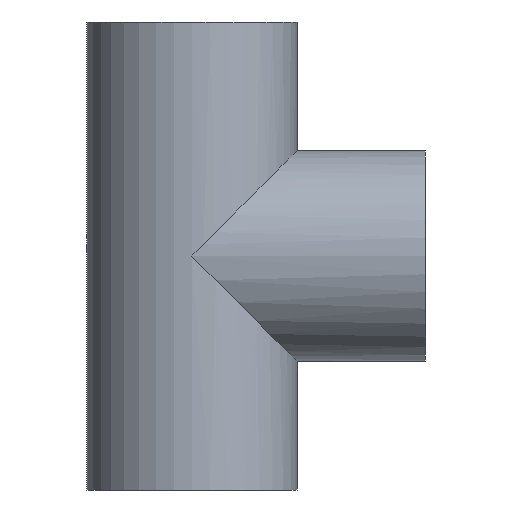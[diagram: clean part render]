
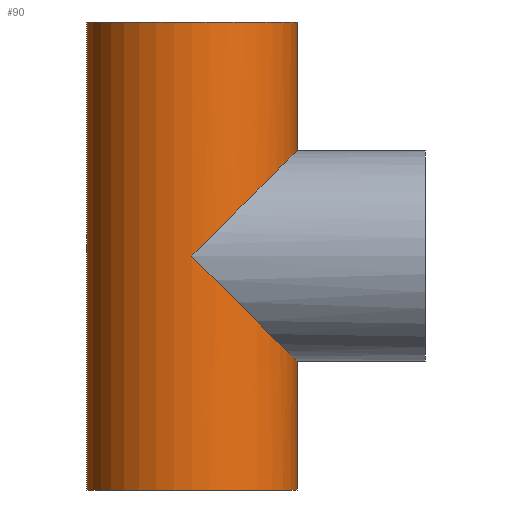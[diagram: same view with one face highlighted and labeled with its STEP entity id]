
A CAD part, front view. The second image highlights one B-rep face of the part: STEP entity #90.
In plain terms, the highlighted cylindrical face has radius 177.5 mm (diameter 355 mm), a partial arc.
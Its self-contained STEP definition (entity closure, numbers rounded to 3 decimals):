
#25 = CARTESIAN_POINT ( 'NONE',  ( 0., 0., 394.5 ) ) ;
#30 = EDGE_CURVE ( 'NONE', #307, #33, #317, .T. ) ;
#33 = VERTEX_POINT ( 'NONE', #250 ) ;
#42 = CARTESIAN_POINT ( 'NONE',  ( -177.5, 0., -394.5 ) ) ;
#52 = CARTESIAN_POINT ( 'NONE',  ( 177.5, 0., 394.5 ) ) ;
#54 = CARTESIAN_POINT ( 'NONE',  ( 177.5, 0., -177.5 ) ) ;
#55 = DIRECTION ( 'NONE',  ( -1., 0., 0. ) ) ;
#61 = FACE_OUTER_BOUND ( 'NONE', #118, .T. ) ;
#70 = DIRECTION ( 'NONE',  ( 0., 0., -1. ) ) ;
#81 = ORIENTED_EDGE ( 'NONE', *, *, #437, .F. ) ;
#90 = ADVANCED_FACE ( 'NONE', ( #61 ), #133, .T. ) ;
#96 = DIRECTION ( 'NONE',  ( 0., 0., -1. ) ) ;
#105 = AXIS2_PLACEMENT_3D ( 'NONE', #151, #213, #169 ) ;
#108 = LINE ( 'NONE', #224, #175 ) ;
#118 = EDGE_LOOP ( 'NONE', ( #189, #296, #179, #401, #81, #119, #266 ) ) ;
#119 = ORIENTED_EDGE ( 'NONE', *, *, #178, .F. ) ;
#128 =( BOUNDED_CURVE ( )  B_SPLINE_CURVE ( 3, ( #163, #170, #276, #200 ),
 .UNSPECIFIED., .F., .T. ) 
 B_SPLINE_CURVE_WITH_KNOTS ( ( 4, 4 ),
 ( 3.142, 4.712 ),
 .UNSPECIFIED. ) 
 CURVE ( )  GEOMETRIC_REPRESENTATION_ITEM ( )  RATIONAL_B_SPLINE_CURVE ( ( 1., 0.805, 0.805, 1. ) ) 
 REPRESENTATION_ITEM ( '' )  );
#133 = CYLINDRICAL_SURFACE ( 'NONE', #308, 177.5 ) ;
#151 = CARTESIAN_POINT ( 'NONE',  ( 0., 0., -394.5 ) ) ;
#159 = CARTESIAN_POINT ( 'NONE',  ( 177.5, 0., 177.5 ) ) ;
#163 = CARTESIAN_POINT ( 'NONE',  ( 177.5, 0., 177.5 ) ) ;
#167 = VECTOR ( 'NONE', #96, 1000. ) ;
#169 = DIRECTION ( 'NONE',  ( 1., 0., 0. ) ) ;
#170 = CARTESIAN_POINT ( 'NONE',  ( 177.5, -103.977, 177.5 ) ) ;
#175 = VECTOR ( 'NONE', #70, 1000. ) ;
#178 = EDGE_CURVE ( 'NONE', #375, #370, #257, .T. ) ;
#179 = ORIENTED_EDGE ( 'NONE', *, *, #360, .T. ) ;
#185 = CIRCLE ( 'NONE', #212, 177.5 ) ;
#189 = ORIENTED_EDGE ( 'NONE', *, *, #199, .F. ) ;
#195 = EDGE_CURVE ( 'NONE', #329, #218, #185, .T. ) ;
#197 = CARTESIAN_POINT ( 'NONE',  ( 0., -177.5, 0. ) ) ;
#199 = EDGE_CURVE ( 'NONE', #218, #363, #108, .T. ) ;
#200 = CARTESIAN_POINT ( 'NONE',  ( 0., -177.5, 0. ) ) ;
#202 = LINE ( 'NONE', #52, #167 ) ;
#205 = DIRECTION ( 'NONE',  ( 0., 0., 1. ) ) ;
#209 = CARTESIAN_POINT ( 'NONE',  ( 177.5, 0., -177.5 ) ) ;
#212 = AXIS2_PLACEMENT_3D ( 'NONE', #354, #205, #290 ) ;
#213 = DIRECTION ( 'NONE',  ( 0., 0., 1. ) ) ;
#218 = VERTEX_POINT ( 'NONE', #259 ) ;
#224 = CARTESIAN_POINT ( 'NONE',  ( 177.5, 0., 394.5 ) ) ;
#244 = VECTOR ( 'NONE', #406, 1000. ) ;
#249 = DIRECTION ( 'NONE',  ( 0., 0., -1. ) ) ;
#250 = CARTESIAN_POINT ( 'NONE',  ( 177.5, 0., -394.5 ) ) ;
#257 =( BOUNDED_CURVE ( )  B_SPLINE_CURVE ( 3, ( #418, #280, #416, #209 ),
 .UNSPECIFIED., .F., .T. ) 
 B_SPLINE_CURVE_WITH_KNOTS ( ( 4, 4 ),
 ( 4.712, 6.283 ),
 .UNSPECIFIED. ) 
 CURVE ( )  GEOMETRIC_REPRESENTATION_ITEM ( )  RATIONAL_B_SPLINE_CURVE ( ( 1., 0.805, 0.805, 1. ) ) 
 REPRESENTATION_ITEM ( '' )  );
#259 = CARTESIAN_POINT ( 'NONE',  ( 177.5, 0., 394.5 ) ) ;
#266 = ORIENTED_EDGE ( 'NONE', *, *, #419, .F. ) ;
#268 = CARTESIAN_POINT ( 'NONE',  ( -177.5, 0., 394.5 ) ) ;
#276 = CARTESIAN_POINT ( 'NONE',  ( 103.977, -177.5, 103.977 ) ) ;
#280 = CARTESIAN_POINT ( 'NONE',  ( 103.977, -177.5, -103.977 ) ) ;
#290 = DIRECTION ( 'NONE',  ( 1., 0., 0. ) ) ;
#296 = ORIENTED_EDGE ( 'NONE', *, *, #195, .F. ) ;
#307 = VERTEX_POINT ( 'NONE', #42 ) ;
#308 = AXIS2_PLACEMENT_3D ( 'NONE', #25, #249, #55 ) ;
#312 = CARTESIAN_POINT ( 'NONE',  ( -177.5, 0., 394.5 ) ) ;
#317 = CIRCLE ( 'NONE', #105, 177.5 ) ;
#329 = VERTEX_POINT ( 'NONE', #268 ) ;
#341 = LINE ( 'NONE', #312, #244 ) ;
#354 = CARTESIAN_POINT ( 'NONE',  ( 0., 0., 394.5 ) ) ;
#360 = EDGE_CURVE ( 'NONE', #329, #307, #341, .T. ) ;
#363 = VERTEX_POINT ( 'NONE', #159 ) ;
#370 = VERTEX_POINT ( 'NONE', #54 ) ;
#375 = VERTEX_POINT ( 'NONE', #197 ) ;
#401 = ORIENTED_EDGE ( 'NONE', *, *, #30, .T. ) ;
#406 = DIRECTION ( 'NONE',  ( 0., 0., -1. ) ) ;
#416 = CARTESIAN_POINT ( 'NONE',  ( 177.5, -103.977, -177.5 ) ) ;
#418 = CARTESIAN_POINT ( 'NONE',  ( 0., -177.5, 0. ) ) ;
#419 = EDGE_CURVE ( 'NONE', #363, #375, #128, .T. ) ;
#437 = EDGE_CURVE ( 'NONE', #370, #33, #202, .T. ) ;
